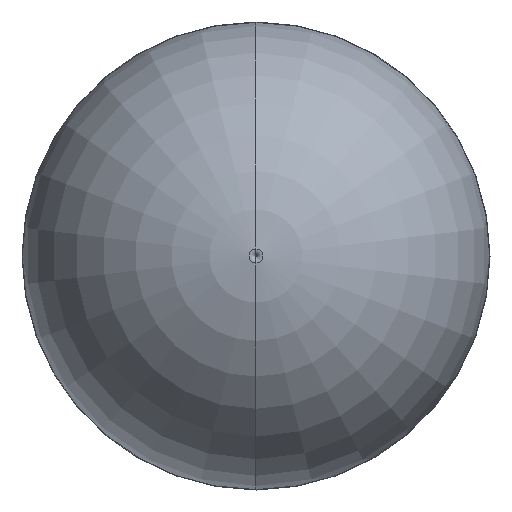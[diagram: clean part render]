
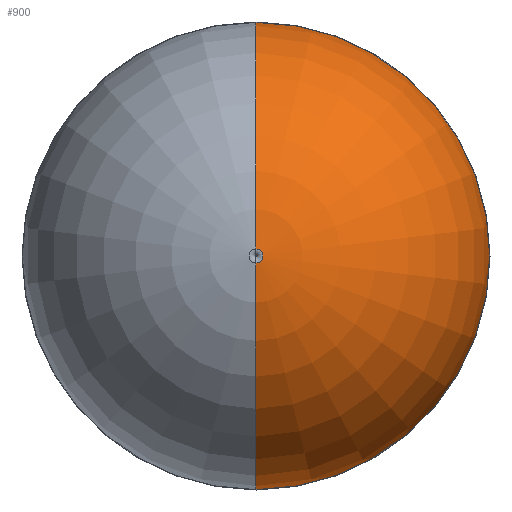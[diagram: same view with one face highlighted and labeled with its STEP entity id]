
A CAD part, left-side view. The second image highlights one B-rep face of the part: STEP entity #900.
In plain terms, the highlighted toroidal (fillet/blend) face has major radius 0.067 mm and minor radius 14.997 mm.
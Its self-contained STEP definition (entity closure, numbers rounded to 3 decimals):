
#57 = EDGE_LOOP ( 'NONE', ( #2613, #4293, #1678, #1553 ) ) ;
#239 = CARTESIAN_POINT ( 'NONE',  ( -3.597, 0., 0.446 ) ) ;
#253 = DIRECTION ( 'NONE',  ( -1., 0., 0. ) ) ;
#272 = DIRECTION ( 'NONE',  ( 0., 0., 1. ) ) ;
#282 = VERTEX_POINT ( 'NONE', #973 ) ;
#293 = DIRECTION ( 'NONE',  ( 0., 0., 1. ) ) ;
#408 = CARTESIAN_POINT ( 'NONE',  ( -3.597, 0., 0. ) ) ;
#463 = AXIS2_PLACEMENT_3D ( 'NONE', #2420, #3069, #1310 ) ;
#577 = CIRCLE ( 'NONE', #2773, 0.446 ) ;
#721 = FACE_OUTER_BOUND ( 'NONE', #57, .T. ) ;
#835 = DIRECTION ( 'NONE',  ( -1., 0., 0. ) ) ;
#868 = AXIS2_PLACEMENT_3D ( 'NONE', #2332, #835, #1964 ) ;
#881 = CARTESIAN_POINT ( 'NONE',  ( 11.348, 0., 14.931 ) ) ;
#900 = ADVANCED_FACE ( 'NONE', ( #721 ), #936, .T. ) ;
#936 = TOROIDAL_SURFACE ( 'NONE', #868, -0.067, 14.997 ) ;
#973 = CARTESIAN_POINT ( 'NONE',  ( 11.348, 0., -14.931 ) ) ;
#1120 = CIRCLE ( 'NONE', #463, 14.997 ) ;
#1150 = EDGE_CURVE ( 'NONE', #4277, #4474, #577, .T. ) ;
#1310 = DIRECTION ( 'NONE',  ( 0., 0., -1. ) ) ;
#1553 = ORIENTED_EDGE ( 'NONE', *, *, #1150, .F. ) ;
#1678 = ORIENTED_EDGE ( 'NONE', *, *, #3014, .T. ) ;
#1964 = DIRECTION ( 'NONE',  ( 0., 0., 1. ) ) ;
#2299 = CARTESIAN_POINT ( 'NONE',  ( 11.348, 0., 0. ) ) ;
#2332 = CARTESIAN_POINT ( 'NONE',  ( 11.391, 0., 0. ) ) ;
#2415 = CARTESIAN_POINT ( 'NONE',  ( 11.391, 0., 0.067 ) ) ;
#2420 = CARTESIAN_POINT ( 'NONE',  ( 11.391, 0., -0.067 ) ) ;
#2425 = EDGE_CURVE ( 'NONE', #282, #4277, #4486, .T. ) ;
#2613 = ORIENTED_EDGE ( 'NONE', *, *, #2425, .F. ) ;
#2764 = VERTEX_POINT ( 'NONE', #881 ) ;
#2773 = AXIS2_PLACEMENT_3D ( 'NONE', #408, #3195, #272 ) ;
#2779 = AXIS2_PLACEMENT_3D ( 'NONE', #2415, #2829, #4222 ) ;
#2829 = DIRECTION ( 'NONE',  ( 0., 1., 0. ) ) ;
#3014 = EDGE_CURVE ( 'NONE', #2764, #4474, #1120, .T. ) ;
#3069 = DIRECTION ( 'NONE',  ( 0., -1., 0. ) ) ;
#3195 = DIRECTION ( 'NONE',  ( -1., 0., 0. ) ) ;
#3514 = CARTESIAN_POINT ( 'NONE',  ( -3.597, 0., -0.446 ) ) ;
#3548 = EDGE_CURVE ( 'NONE', #282, #2764, #4221, .T. ) ;
#3785 = AXIS2_PLACEMENT_3D ( 'NONE', #2299, #253, #293 ) ;
#4221 = CIRCLE ( 'NONE', #3785, 14.931 ) ;
#4222 = DIRECTION ( 'NONE',  ( 0., 0., 1. ) ) ;
#4277 = VERTEX_POINT ( 'NONE', #3514 ) ;
#4293 = ORIENTED_EDGE ( 'NONE', *, *, #3548, .T. ) ;
#4474 = VERTEX_POINT ( 'NONE', #239 ) ;
#4486 = CIRCLE ( 'NONE', #2779, 14.997 ) ;
